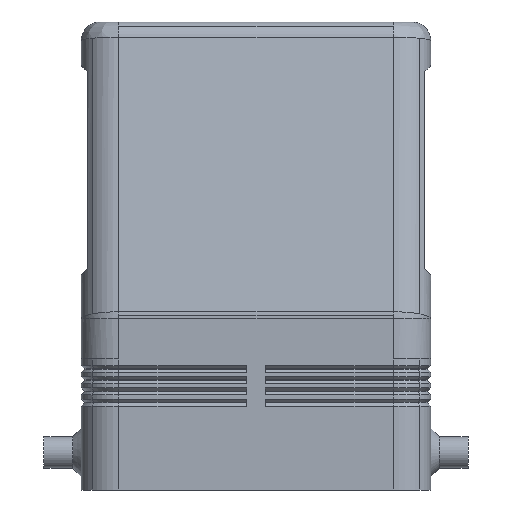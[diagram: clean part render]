
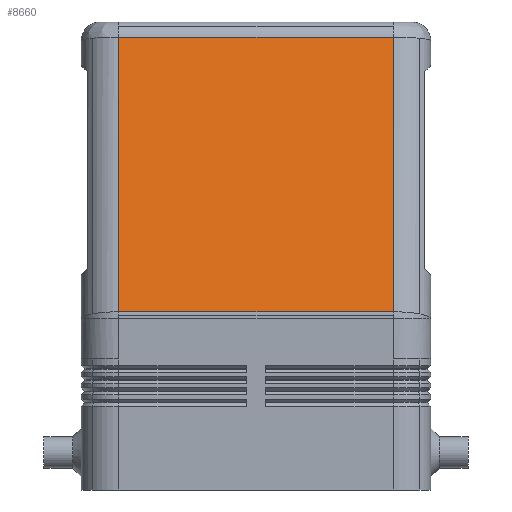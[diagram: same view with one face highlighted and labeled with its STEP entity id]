
A CAD part, left-side view. The second image highlights one B-rep face of the part: STEP entity #8660.
In plain terms, the highlighted planar face has unit normal (-0.982, 0, 0.188).
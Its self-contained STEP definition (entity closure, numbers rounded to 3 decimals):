
#3271=CARTESIAN_POINT('',(-32.466,22.,72.564));
#3272=VERTEX_POINT('',#3271);
#3280=CARTESIAN_POINT('',(-32.466,-22.,72.564));
#3281=VERTEX_POINT('',#3280);
#3282=CARTESIAN_POINT('',(-32.466,22.,72.564));
#3283=DIRECTION('',(0.0,-1.0,0.0));
#3284=VECTOR('',#3283,44.0);
#3285=LINE('',#3282,#3284);
#3286=EDGE_CURVE('',#3272,#3281,#3285,.T.);
#7570=CARTESIAN_POINT('',(-40.893,-22.,28.559));
#7571=VERTEX_POINT('',#7570);
#7605=CARTESIAN_POINT('',(-40.893,22.,28.559));
#7606=VERTEX_POINT('',#7605);
#7607=CARTESIAN_POINT('',(-40.893,-22.,28.559));
#7608=DIRECTION('',(0.0,1.0,0.0));
#7609=VECTOR('',#7608,44.0);
#7610=LINE('',#7607,#7609);
#7611=EDGE_CURVE('',#7571,#7606,#7610,.T.);
#7732=CARTESIAN_POINT('',(-32.466,-22.,72.564));
#7733=DIRECTION('',(-0.188,0.0,-0.982));
#7734=VECTOR('',#7733,44.805);
#7735=LINE('',#7732,#7734);
#7736=EDGE_CURVE('',#3281,#7571,#7735,.T.);
#8126=CARTESIAN_POINT('',(-40.893,22.,28.559));
#8127=DIRECTION('',(0.188,0.0,0.982));
#8128=VECTOR('',#8127,44.805);
#8129=LINE('',#8126,#8128);
#8130=EDGE_CURVE('',#7606,#3272,#8129,.T.);
#8649=CARTESIAN_POINT('',(-32.0,0.0,75.0));
#8650=DIRECTION('',(-0.982,0.0,0.188));
#8651=DIRECTION('',(0.188,0.0,0.982));
#8652=AXIS2_PLACEMENT_3D('',#8649,#8650,#8651);
#8653=PLANE('',#8652);
#8654=ORIENTED_EDGE('',*,*,#7611,.F.);
#8655=ORIENTED_EDGE('',*,*,#7736,.F.);
#8656=ORIENTED_EDGE('',*,*,#3286,.F.);
#8657=ORIENTED_EDGE('',*,*,#8130,.F.);
#8658=EDGE_LOOP('',(#8654,#8655,#8656,#8657));
#8659=FACE_OUTER_BOUND('',#8658,.T.);
#8660=ADVANCED_FACE('',(#8659),#8653,.T.);
